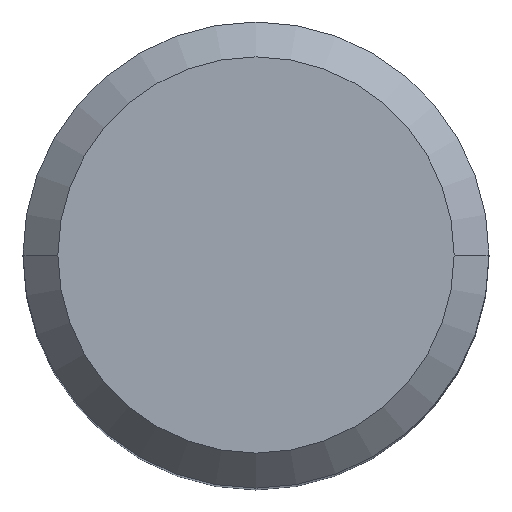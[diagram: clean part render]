
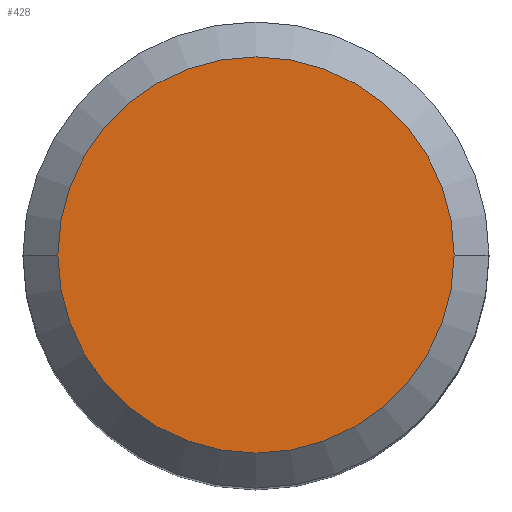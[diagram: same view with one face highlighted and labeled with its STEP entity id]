
A CAD part, top view. The second image highlights one B-rep face of the part: STEP entity #428.
In plain terms, the highlighted planar face has unit normal (0, 0, 1).
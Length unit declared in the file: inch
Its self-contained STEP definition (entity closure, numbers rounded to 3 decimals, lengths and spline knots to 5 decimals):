
#6 = CARTESIAN_POINT ( 'NONE',  ( -0.33465, 0., 0. ) ) ;
#19 = DIRECTION ( 'NONE',  ( -1., 0., 0. ) ) ;
#46 = DIRECTION ( 'NONE',  ( 0., 0., 1. ) ) ;
#50 = DIRECTION ( 'NONE',  ( 0., 0., -1. ) ) ;
#86 = EDGE_LOOP ( 'NONE', ( #479, #401 ) ) ;
#90 = CIRCLE ( 'NONE', #441, 0.33465 ) ;
#124 = FACE_OUTER_BOUND ( 'NONE', #86, .T. ) ;
#151 = VERTEX_POINT ( 'NONE', #6 ) ;
#168 = CARTESIAN_POINT ( 'NONE',  ( 0., 0., 0. ) ) ;
#211 = DIRECTION ( 'NONE',  ( 1., 0., 0. ) ) ;
#214 = VERTEX_POINT ( 'NONE', #348 ) ;
#232 = CIRCLE ( 'NONE', #409, 0.33465 ) ;
#288 = CARTESIAN_POINT ( 'NONE',  ( 0., 0., 0. ) ) ;
#290 = DIRECTION ( 'NONE',  ( 0., 0., 1. ) ) ;
#301 = AXIS2_PLACEMENT_3D ( 'NONE', #351, #50, #19 ) ;
#340 = EDGE_CURVE ( 'NONE', #214, #151, #90, .T. ) ;
#348 = CARTESIAN_POINT ( 'NONE',  ( 0.33465, 0., 0. ) ) ;
#351 = CARTESIAN_POINT ( 'NONE',  ( 0., 0., 0. ) ) ;
#358 = DIRECTION ( 'NONE',  ( 1., 0., 0. ) ) ;
#385 = PLANE ( 'NONE',  #301 ) ;
#401 = ORIENTED_EDGE ( 'NONE', *, *, #340, .T. ) ;
#409 = AXIS2_PLACEMENT_3D ( 'NONE', #288, #290, #211 ) ;
#428 = ADVANCED_FACE ( 'NONE', ( #124 ), #385, .F. ) ;
#441 = AXIS2_PLACEMENT_3D ( 'NONE', #168, #46, #358 ) ;
#452 = EDGE_CURVE ( 'NONE', #151, #214, #232, .T. ) ;
#479 = ORIENTED_EDGE ( 'NONE', *, *, #452, .T. ) ;
